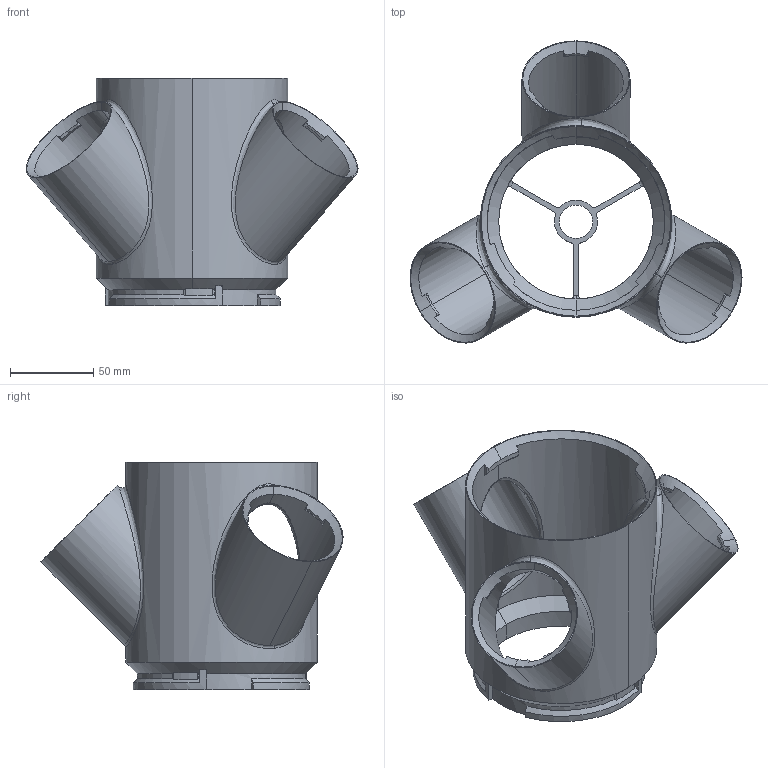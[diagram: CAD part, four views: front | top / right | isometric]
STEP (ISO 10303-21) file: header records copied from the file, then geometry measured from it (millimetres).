
FILE_DESCRIPTION (( 'STEP AP203' ), '1' );
FILE_NAME ('3-Way_Planting_Module_Hollow_Without_M3.STEP', '2021-04-07T13:24:41', ( '' ), ( '' ), '', '', '' );
FILE_SCHEMA (( 'CONFIG_CONTROL_DESIGN' ));
Length unit declared in the file: millimetre
Products named in the file (1): 3-Way_Planting_Module_Hollow_Without_M3
Bounding box: 199.58 x 181.7 x 136.5 mm (x, y, z)
Volume: 254414.4 mm3; surface area: 131587.8 mm2
Topology: 1 solids, 1 shells, 184 faces, 532 edges, 349 vertices
Faces by surface type: plane 66, cylinder 65, cone 37, bspline 12, torus 4
Entity records: 10359 total; most frequent: CARTESIAN_POINT 5427, ORIENTED_EDGE 1064, DIRECTION 997, EDGE_CURVE 532, AXIS2_PLACEMENT_3D 370, VERTEX_POINT 349, VECTOR 257, LINE 257
